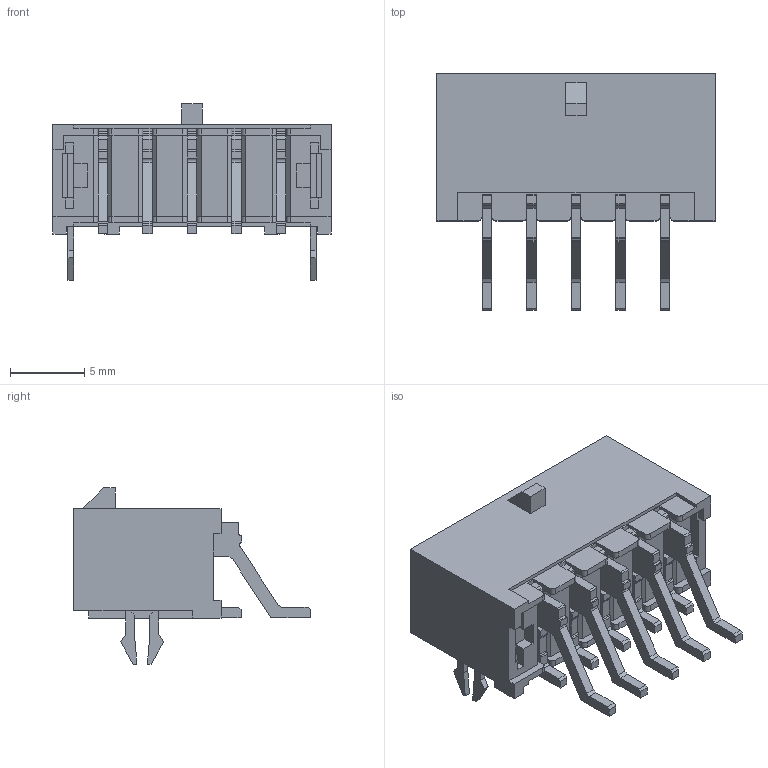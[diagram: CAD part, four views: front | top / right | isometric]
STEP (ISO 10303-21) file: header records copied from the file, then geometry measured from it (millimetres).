
FILE_DESCRIPTION(/* description */ ('Unknown'),/* implementation_level */ '2;1');
FILE_NAME(/* name */ 'J_Wurth_WR-MPC3_662110230822',/* time_stamp */ '2025-06-09T10:46:00+08:00',/* author */ ('Unknown'),/* organization */ ('Unknown'),/* preprocessor_version */ 'ST-DEVELOPER v19.4',/* originating_system */ 'Solid Edge',/* authorisation */ 'Unknown');
FILE_SCHEMA (('AUTOMOTIVE_DESIGN {1 0 10303 214 3 1 1}'));
Length unit declared in the file: millimetre
Products named in the file (2): J_Wurth_WR-MPC3_662110230822
Assembly tree (1 placements, depth 2):
  J_Wurth_WR-MPC3_662110230822
    J_Wurth_WR-MPC3_662110230822
Bounding box: 18.7 x 15.9 x 11.86 mm (x, y, z)
Volume: 834.8 mm3; surface area: 1978.2 mm2
Topology: 1 solids, 1 shells, 628 faces, 1697 edges, 1094 vertices
Faces by surface type: plane 571, cylinder 57
Entity records: 23715 total; most frequent: CARTESIAN_POINT 3421, ORIENTED_EDGE 3394, DIRECTION 3079, EDGE_CURVE 1697, LINE 1575, VECTOR 1575, VERTEX_POINT 1094, AXIS2_PLACEMENT_3D 752
